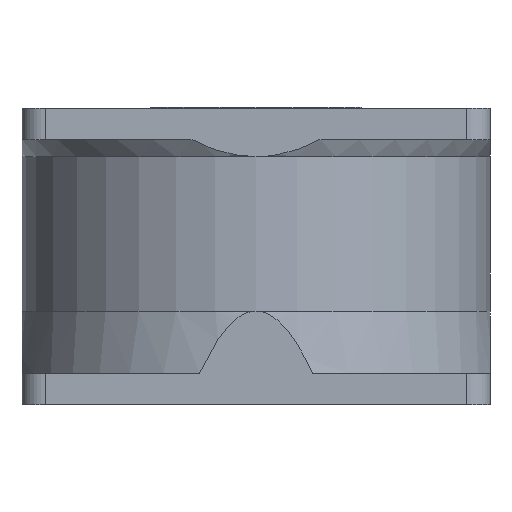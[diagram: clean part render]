
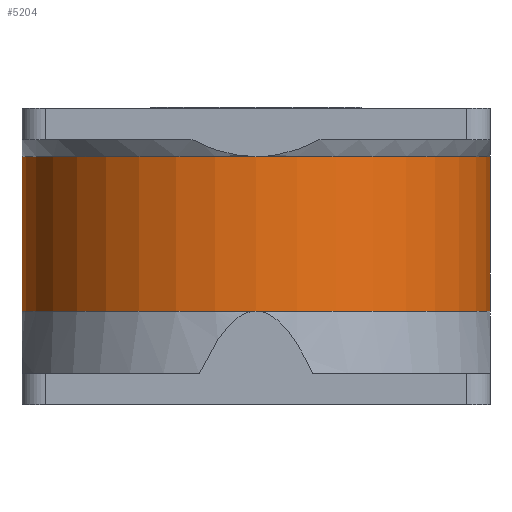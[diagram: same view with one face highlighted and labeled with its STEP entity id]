
A CAD part, front view. The second image highlights one B-rep face of the part: STEP entity #5204.
In plain terms, the highlighted cylindrical face has radius 30 mm (diameter 60 mm), a partial arc.
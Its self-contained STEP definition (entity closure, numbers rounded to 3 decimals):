
#1349=CARTESIAN_POINT('',(0.,0.,2.));
#1350=DIRECTION('',(0.,0.,-1.));
#1351=DIRECTION('',(1.,0.,0.));
#1352=AXIS2_PLACEMENT_3D('',#1349,#1350,#1351);
#1354=CARTESIAN_POINT('',(0.,0.,2.));
#1355=DIRECTION('',(0.,0.,-1.));
#1356=DIRECTION('',(0.,-1.,0.));
#1357=AXIS2_PLACEMENT_3D('',#1354,#1355,#1356);
#1364=DIRECTION('',(0.,0.,1.));
#1365=VECTOR('',#1364,19.8);
#1366=CARTESIAN_POINT('',(30.,0.,2.));
#1367=LINE('',#1366,#1365);
#1368=DIRECTION('',(0.,0.,1.));
#1369=VECTOR('',#1368,19.8);
#1370=CARTESIAN_POINT('',(-30.,0.,2.));
#1371=LINE('',#1370,#1369);
#1573=CARTESIAN_POINT('',(0.,0.,21.8));
#1574=DIRECTION('',(0.,0.,-1.));
#1575=DIRECTION('',(1.,0.,0.));
#1576=AXIS2_PLACEMENT_3D('',#1573,#1574,#1575);
#1578=CARTESIAN_POINT('',(0.,0.,21.8));
#1579=DIRECTION('',(0.,0.,-1.));
#1580=DIRECTION('',(0.,-1.,0.));
#1581=AXIS2_PLACEMENT_3D('',#1578,#1579,#1580);
#2821=CARTESIAN_POINT('',(30.,0.,2.));
#2822=CARTESIAN_POINT('',(30.,0.,21.8));
#2823=VERTEX_POINT('',#2821);
#2824=VERTEX_POINT('',#2822);
#2825=CARTESIAN_POINT('',(-30.,0.,2.));
#2826=CARTESIAN_POINT('',(-30.,0.,21.8));
#2827=VERTEX_POINT('',#2825);
#2828=VERTEX_POINT('',#2826);
#2844=CARTESIAN_POINT('',(0.,-30.,2.));
#2845=VERTEX_POINT('',#2844);
#2846=CARTESIAN_POINT('',(0.,-30.,21.8));
#2847=VERTEX_POINT('',#2846);
#5187=CARTESIAN_POINT('',(0.,0.,29.9));
#5188=DIRECTION('',(0.,0.,-1.));
#5189=DIRECTION('',(-1.,0.,0.));
#5190=AXIS2_PLACEMENT_3D('',#5187,#5188,#5189);
#5191=CYLINDRICAL_SURFACE('',#5190,30.);
#5192=ORIENTED_EDGE('',*,*,#5166,.T.);
#5193=ORIENTED_EDGE('',*,*,#5181,.T.);
#5195=ORIENTED_EDGE('',*,*,#5194,.T.);
#5197=ORIENTED_EDGE('',*,*,#5196,.F.);
#5199=ORIENTED_EDGE('',*,*,#5198,.F.);
#5201=ORIENTED_EDGE('',*,*,#5200,.F.);
#5202=EDGE_LOOP('',(#5192,#5193,#5195,#5197,#5199,#5201));
#5203=FACE_OUTER_BOUND('',#5202,.F.);
#5204=ADVANCED_FACE('',(#5203),#5191,.T.);
#1353=CIRCLE('',#1352,30.);
#1358=CIRCLE('',#1357,30.);
#1577=CIRCLE('',#1576,30.);
#1582=CIRCLE('',#1581,30.);
#5166=EDGE_CURVE('',#2823,#2845,#1353,.T.);
#5181=EDGE_CURVE('',#2845,#2827,#1358,.T.);
#5194=EDGE_CURVE('',#2827,#2828,#1371,.T.);
#5196=EDGE_CURVE('',#2847,#2828,#1582,.T.);
#5198=EDGE_CURVE('',#2824,#2847,#1577,.T.);
#5200=EDGE_CURVE('',#2823,#2824,#1367,.T.);
